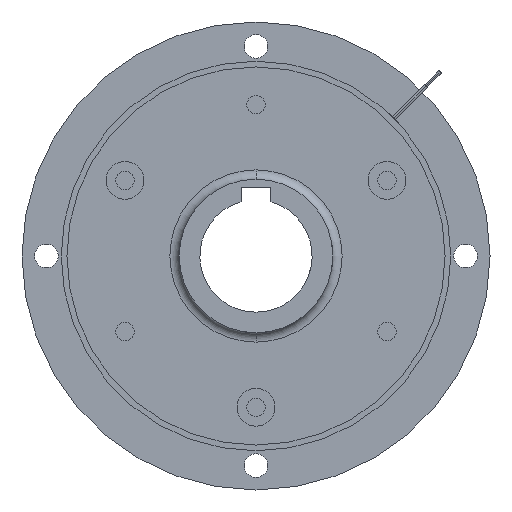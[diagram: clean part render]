
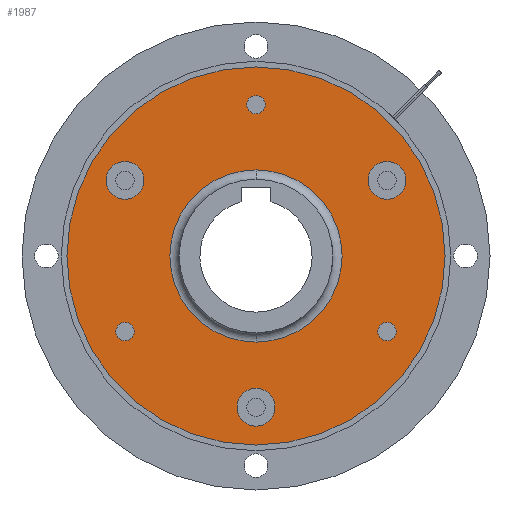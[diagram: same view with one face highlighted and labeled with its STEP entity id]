
A CAD part, left-side view. The second image highlights one B-rep face of the part: STEP entity #1987.
In plain terms, the highlighted planar face has unit normal (-1, 0, 0).
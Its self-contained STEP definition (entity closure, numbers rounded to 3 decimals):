
#1492=CARTESIAN_POINT('POINT93',(20.,0.,23.
   ));
#1493=VERTEX_POINT('VERTEX93',#1492);
#1502=CARTESIAN_POINT('POINT94',(20.,0.,
   -23.));
#1503=VERTEX_POINT('VERTEX94',#1502);
#1511=CARTESIAN_POINT('POS123',(20.,0.,0.));
#1512=DIRECTION('DIR196',(-1.,0.,0.));
#1513=DIRECTION('DIR197',(0.,0.,-1.));
#1514=AXIS2_PLACEMENT_3D('AXIS74',#1511,#1512,#1513);
#1515=CIRCLE('ELLIPSE42',#1514,23.);
#1516=EDGE_CURVE('EDGE138',#1503,#1493,#1515,.T.);
#1527=EDGE_CURVE('EDGE139',#1493,#1503,#1515,.T.);
#1534=CARTESIAN_POINT('POINT95',(20.,0.,
   42.859));
#1535=VERTEX_POINT('VERTEX95',#1534);
#1542=CARTESIAN_POINT('POINT96',(20.,0.,
   37.942));
#1543=VERTEX_POINT('VERTEX96',#1542);
#1544=CARTESIAN_POINT('POS126',(20.,0.,40.4));
#1545=DIRECTION('DIR201',(1.,0.,0.));
#1546=DIRECTION('DIR202',(0.,0.,1.));
#1547=AXIS2_PLACEMENT_3D('AXIS76',#1544,#1545,#1546);
#1548=CIRCLE('ELLIPSE43',#1547,2.459);
#1549=EDGE_CURVE('EDGE141',#1543,#1535,#1548,.T.);
#1569=EDGE_CURVE('EDGE143',#1535,#1543,#1548,.T.);
#1574=CARTESIAN_POINT('POINT97',(20.,37.117,
   -21.429));
#1575=VERTEX_POINT('VERTEX97',#1574);
#1582=CARTESIAN_POINT('POINT98',(20.,32.858,
   -18.971));
#1583=VERTEX_POINT('VERTEX98',#1582);
#1584=CARTESIAN_POINT('POS130',(20.,34.987,
   -20.2));
#1585=DIRECTION('DIR207',(1.,0.,0.));
#1586=DIRECTION('DIR208',(0.,0.866,
   -0.5));
#1587=AXIS2_PLACEMENT_3D('AXIS78',#1584,#1585,#1586);
#1588=CIRCLE('ELLIPSE44',#1587,2.459);
#1589=EDGE_CURVE('EDGE145',#1583,#1575,#1588,.T.);
#1609=EDGE_CURVE('EDGE147',#1575,#1583,#1588,.T.);
#1614=CARTESIAN_POINT('POINT99',(20.,-37.117,
   -21.429));
#1615=VERTEX_POINT('VERTEX99',#1614);
#1622=CARTESIAN_POINT('POINT100',(20.,-32.858,
   -18.971));
#1623=VERTEX_POINT('VERTEX100',#1622);
#1624=CARTESIAN_POINT('POS134',(20.,-34.987,
   -20.2));
#1625=DIRECTION('DIR213',(1.,0.,0.));
#1626=DIRECTION('DIR214',(0.,-0.866,
   -0.5));
#1627=AXIS2_PLACEMENT_3D('AXIS80',#1624,#1625,#1626);
#1628=CIRCLE('ELLIPSE45',#1627,2.459);
#1629=EDGE_CURVE('EDGE149',#1623,#1615,#1628,.T.);
#1649=EDGE_CURVE('EDGE151',#1615,#1623,#1628,.T.);
#1654=CARTESIAN_POINT('POINT101',(20.,39.361,
   22.725));
#1655=VERTEX_POINT('VERTEX101',#1654);
#1662=CARTESIAN_POINT('POINT102',(20.,30.614,
   17.675));
#1663=VERTEX_POINT('VERTEX102',#1662);
#1664=CARTESIAN_POINT('POS138',(20.,34.987,20.2
   ));
#1665=DIRECTION('DIR219',(1.,0.,0.));
#1666=DIRECTION('DIR220',(0.,0.866,
   0.5));
#1667=AXIS2_PLACEMENT_3D('AXIS82',#1664,#1665,#1666);
#1668=CIRCLE('ELLIPSE46',#1667,5.05);
#1669=EDGE_CURVE('EDGE153',#1663,#1655,#1668,.T.);
#1689=EDGE_CURVE('EDGE155',#1655,#1663,#1668,.T.);
#1694=CARTESIAN_POINT('POINT103',(20.,0.,
   -45.45));
#1695=VERTEX_POINT('VERTEX103',#1694);
#1702=CARTESIAN_POINT('POINT104',(20.,0.,
   -35.35));
#1703=VERTEX_POINT('VERTEX104',#1702);
#1704=CARTESIAN_POINT('POS142',(20.,0.,-40.4
   ));
#1705=DIRECTION('DIR225',(1.,0.,0.));
#1706=DIRECTION('DIR226',(0.,0.,-1.));
#1707=AXIS2_PLACEMENT_3D('AXIS84',#1704,#1705,#1706);
#1708=CIRCLE('ELLIPSE47',#1707,5.05);
#1709=EDGE_CURVE('EDGE157',#1703,#1695,#1708,.T.);
#1729=EDGE_CURVE('EDGE159',#1695,#1703,#1708,.T.);
#1734=CARTESIAN_POINT('POINT105',(20.,-39.361,
   22.725));
#1735=VERTEX_POINT('VERTEX105',#1734);
#1742=CARTESIAN_POINT('POINT106',(20.,-30.614,
   17.675));
#1743=VERTEX_POINT('VERTEX106',#1742);
#1744=CARTESIAN_POINT('POS146',(20.,-34.987,
   20.2));
#1745=DIRECTION('DIR231',(1.,0.,0.));
#1746=DIRECTION('DIR232',(0.,-0.866,
   0.5));
#1747=AXIS2_PLACEMENT_3D('AXIS86',#1744,#1745,#1746);
#1748=CIRCLE('ELLIPSE48',#1747,5.05);
#1749=EDGE_CURVE('EDGE161',#1743,#1735,#1748,.T.);
#1769=EDGE_CURVE('EDGE163',#1735,#1743,#1748,.T.);
#1939=ORIENTED_EDGE('COEDGE335',*,*,#1769,.T.);
#1940=ORIENTED_EDGE('COEDGE336',*,*,#1749,.T.);
#1941=EDGE_LOOP('NONE',(#1939,#1940));
#1942=FACE_BOUND('LOOP1',#1941,.T.);
#1943=ORIENTED_EDGE('COEDGE337',*,*,#1729,.T.);
#1944=ORIENTED_EDGE('COEDGE338',*,*,#1709,.T.);
#1945=EDGE_LOOP('NONE',(#1943,#1944));
#1946=FACE_BOUND('LOOP1',#1945,.T.);
#1947=ORIENTED_EDGE('COEDGE339',*,*,#1689,.T.);
#1948=ORIENTED_EDGE('COEDGE340',*,*,#1669,.T.);
#1949=EDGE_LOOP('NONE',(#1947,#1948));
#1950=FACE_BOUND('LOOP1',#1949,.T.);
#1951=ORIENTED_EDGE('COEDGE341',*,*,#1649,.T.);
#1952=ORIENTED_EDGE('COEDGE342',*,*,#1629,.T.);
#1953=EDGE_LOOP('NONE',(#1951,#1952));
#1954=FACE_BOUND('LOOP1',#1953,.T.);
#1955=ORIENTED_EDGE('COEDGE343',*,*,#1609,.T.);
#1956=ORIENTED_EDGE('COEDGE344',*,*,#1589,.T.);
#1957=EDGE_LOOP('NONE',(#1955,#1956));
#1958=FACE_BOUND('LOOP1',#1957,.T.);
#1959=ORIENTED_EDGE('COEDGE345',*,*,#1569,.T.);
#1960=ORIENTED_EDGE('COEDGE346',*,*,#1549,.T.);
#1961=EDGE_LOOP('NONE',(#1959,#1960));
#1962=FACE_BOUND('LOOP1',#1961,.T.);
#1963=CARTESIAN_POINT('POINT121',(20.,0.,50.5));
#1964=VERTEX_POINT('VERTEX121',#1963);
#1965=CARTESIAN_POINT('POINT122',(20.,0.,
   -50.5));
#1966=VERTEX_POINT('VERTEX122',#1965);
#1967=CARTESIAN_POINT('POS163',(20.,0.,0.));
#1968=DIRECTION('DIR260',(-1.,0.,0.));
#1969=DIRECTION('DIR261',(0.,0.,1.));
#1970=AXIS2_PLACEMENT_3D('AXIS98',#1967,#1968,#1969);
#1971=CIRCLE('ELLIPSE56',#1970,50.5);
#1972=EDGE_CURVE('EDGE182',#1964,#1966,#1971,.T.);
#1973=ORIENTED_EDGE('COEDGE347',*,*,#1972,.T.);
#1974=EDGE_CURVE('EDGE183',#1966,#1964,#1971,.T.);
#1975=ORIENTED_EDGE('COEDGE348',*,*,#1974,.T.);
#1976=EDGE_LOOP('NONE',(#1973,#1975));
#1977=FACE_BOUND('LOOP1',#1976,.T.);
#1978=ORIENTED_EDGE('COEDGE349',*,*,#1527,.F.);
#1979=ORIENTED_EDGE('COEDGE350',*,*,#1516,.F.);
#1980=EDGE_LOOP('NONE',(#1978,#1979));
#1981=FACE_BOUND('LOOP1',#1980,.T.);
#1982=CARTESIAN_POINT('POS164',(20.,0.,0.));
#1983=DIRECTION('DIR262',(-1.,0.,0.));
#1984=DIRECTION('DIR263',(0.,1.,0.));
#1985=AXIS2_PLACEMENT_3D('AXIS99',#1982,#1983,#1984);
#1986=PLANE('PLANE15',#1985);
#1987=ADVANCED_FACE('FACE81',(#1942,#1946,#1950,#1954,#1958,#1962,#1977,
   #1981),#1986,.T.);
